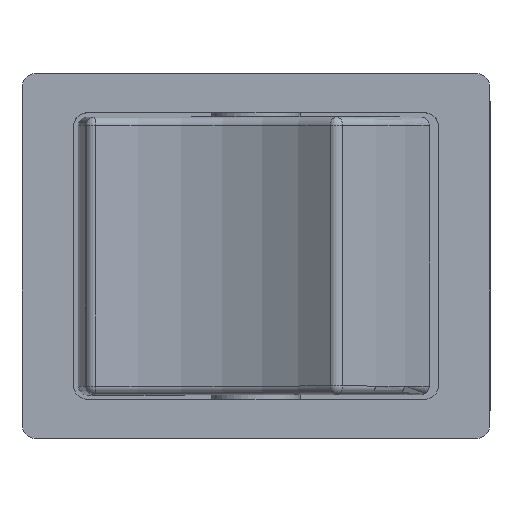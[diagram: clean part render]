
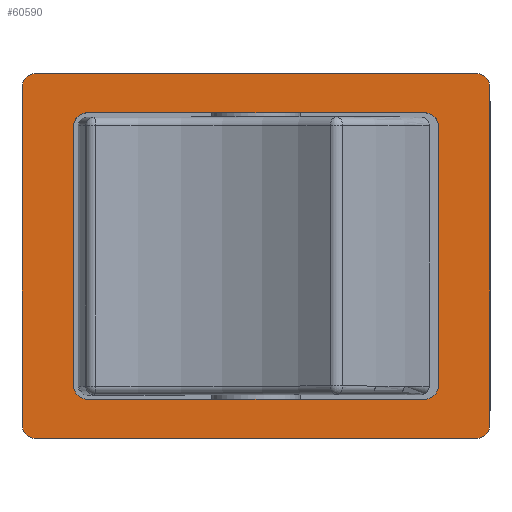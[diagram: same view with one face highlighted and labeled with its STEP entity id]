
A CAD part, top view. The second image highlights one B-rep face of the part: STEP entity #60590.
In plain terms, the highlighted planar face has unit normal (0, 0, 1).
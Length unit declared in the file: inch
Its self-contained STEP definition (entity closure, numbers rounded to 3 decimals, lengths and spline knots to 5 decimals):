
#60445=CARTESIAN_POINT('',(0.69291,0.54134,0.79921));
#60446=DIRECTION('',(0.0,0.0,1.0));
#60447=DIRECTION('',(1.0,0.0,0.0));
#60448=AXIS2_PLACEMENT_3D('',#60445,#60446,#60447);
#60449=PLANE('',#60448);
#60450=CARTESIAN_POINT('',(0.62992,-0.45276,0.79921));
#60451=VERTEX_POINT('',#60450);
#60452=CARTESIAN_POINT('',(0.59055,-0.49213,0.79921));
#60453=VERTEX_POINT('',#60452);
#60454=CARTESIAN_POINT('',(0.59055,-0.45276,0.79921));
#60455=DIRECTION('',(0.0,0.0,-1.0));
#60456=DIRECTION('',(0.707,-0.707,0.0));
#60457=AXIS2_PLACEMENT_3D('',#60454,#60455,#60456);
#60458=CIRCLE('',#60457,0.03937);
#60459=EDGE_CURVE('',#60451,#60453,#60458,.T.);
#60460=ORIENTED_EDGE('',*,*,#60459,.F.);
#60461=CARTESIAN_POINT('',(0.62992,0.45276,0.79921));
#60462=VERTEX_POINT('',#60461);
#60463=CARTESIAN_POINT('',(0.62992,0.45276,0.79921));
#60464=DIRECTION('',(0.0,-1.0,0.0));
#60465=VECTOR('',#60464,0.90551);
#60466=LINE('',#60463,#60465);
#60467=EDGE_CURVE('',#60462,#60451,#60466,.T.);
#60468=ORIENTED_EDGE('',*,*,#60467,.F.);
#60469=CARTESIAN_POINT('',(0.59055,0.49213,0.79921));
#60470=VERTEX_POINT('',#60469);
#60471=CARTESIAN_POINT('',(0.59055,0.45276,0.79921));
#60472=DIRECTION('',(0.0,0.0,-1.0));
#60473=DIRECTION('',(0.707,0.707,0.0));
#60474=AXIS2_PLACEMENT_3D('',#60471,#60472,#60473);
#60475=CIRCLE('',#60474,0.03937);
#60476=EDGE_CURVE('',#60470,#60462,#60475,.T.);
#60477=ORIENTED_EDGE('',*,*,#60476,.F.);
#60478=CARTESIAN_POINT('',(-0.59055,0.49213,0.79921));
#60479=VERTEX_POINT('',#60478);
#60480=CARTESIAN_POINT('',(-0.59055,0.49213,0.79921));
#60481=DIRECTION('',(1.0,0.0,0.0));
#60482=VECTOR('',#60481,1.1811);
#60483=LINE('',#60480,#60482);
#60484=EDGE_CURVE('',#60479,#60470,#60483,.T.);
#60485=ORIENTED_EDGE('',*,*,#60484,.F.);
#60486=CARTESIAN_POINT('',(-0.62992,0.45276,0.79921));
#60487=VERTEX_POINT('',#60486);
#60488=CARTESIAN_POINT('',(-0.59055,0.45276,0.79921));
#60489=DIRECTION('',(0.0,0.0,-1.0));
#60490=DIRECTION('',(-0.707,0.707,0.0));
#60491=AXIS2_PLACEMENT_3D('',#60488,#60489,#60490);
#60492=CIRCLE('',#60491,0.03937);
#60493=EDGE_CURVE('',#60487,#60479,#60492,.T.);
#60494=ORIENTED_EDGE('',*,*,#60493,.F.);
#60495=CARTESIAN_POINT('',(-0.62992,-0.45276,0.79921));
#60496=VERTEX_POINT('',#60495);
#60497=CARTESIAN_POINT('',(-0.62992,-0.45276,0.79921));
#60498=DIRECTION('',(0.0,1.0,0.0));
#60499=VECTOR('',#60498,0.90551);
#60500=LINE('',#60497,#60499);
#60501=EDGE_CURVE('',#60496,#60487,#60500,.T.);
#60502=ORIENTED_EDGE('',*,*,#60501,.F.);
#60503=CARTESIAN_POINT('',(-0.59055,-0.49213,0.79921));
#60504=VERTEX_POINT('',#60503);
#60505=CARTESIAN_POINT('',(-0.59055,-0.45276,0.79921));
#60506=DIRECTION('',(0.0,0.0,-1.0));
#60507=DIRECTION('',(-0.707,-0.707,0.0));
#60508=AXIS2_PLACEMENT_3D('',#60505,#60506,#60507);
#60509=CIRCLE('',#60508,0.03937);
#60510=EDGE_CURVE('',#60504,#60496,#60509,.T.);
#60511=ORIENTED_EDGE('',*,*,#60510,.F.);
#60512=CARTESIAN_POINT('',(0.59055,-0.49213,0.79921));
#60513=DIRECTION('',(-1.0,0.0,0.0));
#60514=VECTOR('',#60513,1.1811);
#60515=LINE('',#60512,#60514);
#60516=EDGE_CURVE('',#60453,#60504,#60515,.T.);
#60517=ORIENTED_EDGE('',*,*,#60516,.F.);
#60518=EDGE_LOOP('',(#60460,#60468,#60477,#60485,#60494,#60502,#60511,#60517));
#60519=FACE_OUTER_BOUND('',#60518,.T.);
#60520=CARTESIAN_POINT('',(0.49213,0.34646,0.79921));
#60521=VERTEX_POINT('',#60520);
#60522=CARTESIAN_POINT('',(0.49213,-0.34646,0.79921));
#60523=VERTEX_POINT('',#60522);
#60524=CARTESIAN_POINT('',(0.49213,0.34646,0.79921));
#60525=DIRECTION('',(0.0,-1.0,0.0));
#60526=VECTOR('',#60525,0.69291);
#60527=LINE('',#60524,#60526);
#60528=EDGE_CURVE('',#60521,#60523,#60527,.T.);
#60529=ORIENTED_EDGE('',*,*,#60528,.T.);
#60530=CARTESIAN_POINT('',(0.45276,-0.38583,0.79921));
#60531=VERTEX_POINT('',#60530);
#60532=CARTESIAN_POINT('',(0.45276,-0.34646,0.79921));
#60533=DIRECTION('',(0.0,0.0,1.0));
#60534=DIRECTION('',(0.707,-0.707,0.0));
#60535=AXIS2_PLACEMENT_3D('',#60532,#60533,#60534);
#60536=CIRCLE('',#60535,0.03937);
#60537=EDGE_CURVE('',#60531,#60523,#60536,.T.);
#60538=ORIENTED_EDGE('',*,*,#60537,.F.);
#60539=CARTESIAN_POINT('',(-0.45276,-0.38583,0.79921));
#60540=VERTEX_POINT('',#60539);
#60541=CARTESIAN_POINT('',(0.45276,-0.38583,0.79921));
#60542=DIRECTION('',(-1.0,0.0,0.0));
#60543=VECTOR('',#60542,0.90551);
#60544=LINE('',#60541,#60543);
#60545=EDGE_CURVE('',#60531,#60540,#60544,.T.);
#60546=ORIENTED_EDGE('',*,*,#60545,.T.);
#60547=CARTESIAN_POINT('',(-0.49213,-0.34646,0.79921));
#60548=VERTEX_POINT('',#60547);
#60549=CARTESIAN_POINT('',(-0.45276,-0.34646,0.79921));
#60550=DIRECTION('',(0.0,0.0,1.0));
#60551=DIRECTION('',(-0.707,-0.707,0.0));
#60552=AXIS2_PLACEMENT_3D('',#60549,#60550,#60551);
#60553=CIRCLE('',#60552,0.03937);
#60554=EDGE_CURVE('',#60548,#60540,#60553,.T.);
#60555=ORIENTED_EDGE('',*,*,#60554,.F.);
#60556=CARTESIAN_POINT('',(-0.49213,0.34646,0.79921));
#60557=VERTEX_POINT('',#60556);
#60558=CARTESIAN_POINT('',(-0.49213,-0.34646,0.79921));
#60559=DIRECTION('',(0.0,1.0,0.0));
#60560=VECTOR('',#60559,0.69291);
#60561=LINE('',#60558,#60560);
#60562=EDGE_CURVE('',#60548,#60557,#60561,.T.);
#60563=ORIENTED_EDGE('',*,*,#60562,.T.);
#60564=CARTESIAN_POINT('',(-0.45276,0.38583,0.79921));
#60565=VERTEX_POINT('',#60564);
#60566=CARTESIAN_POINT('',(-0.45276,0.34646,0.79921));
#60567=DIRECTION('',(0.0,0.0,1.0));
#60568=DIRECTION('',(-0.707,0.707,0.0));
#60569=AXIS2_PLACEMENT_3D('',#60566,#60567,#60568);
#60570=CIRCLE('',#60569,0.03937);
#60571=EDGE_CURVE('',#60565,#60557,#60570,.T.);
#60572=ORIENTED_EDGE('',*,*,#60571,.F.);
#60573=CARTESIAN_POINT('',(0.45276,0.38583,0.79921));
#60574=VERTEX_POINT('',#60573);
#60575=CARTESIAN_POINT('',(-0.45276,0.38583,0.79921));
#60576=DIRECTION('',(1.0,0.0,0.0));
#60577=VECTOR('',#60576,0.90551);
#60578=LINE('',#60575,#60577);
#60579=EDGE_CURVE('',#60565,#60574,#60578,.T.);
#60580=ORIENTED_EDGE('',*,*,#60579,.T.);
#60581=CARTESIAN_POINT('',(0.45276,0.34646,0.79921));
#60582=DIRECTION('',(0.0,0.0,1.0));
#60583=DIRECTION('',(0.707,0.707,0.0));
#60584=AXIS2_PLACEMENT_3D('',#60581,#60582,#60583);
#60585=CIRCLE('',#60584,0.03937);
#60586=EDGE_CURVE('',#60521,#60574,#60585,.T.);
#60587=ORIENTED_EDGE('',*,*,#60586,.F.);
#60588=EDGE_LOOP('',(#60529,#60538,#60546,#60555,#60563,#60572,#60580,#60587));
#60589=FACE_BOUND('',#60588,.T.);
#60590=ADVANCED_FACE('',(#60519,#60589),#60449,.T.);
